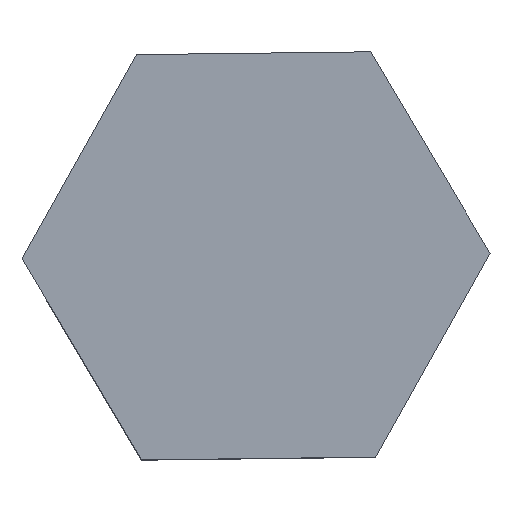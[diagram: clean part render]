
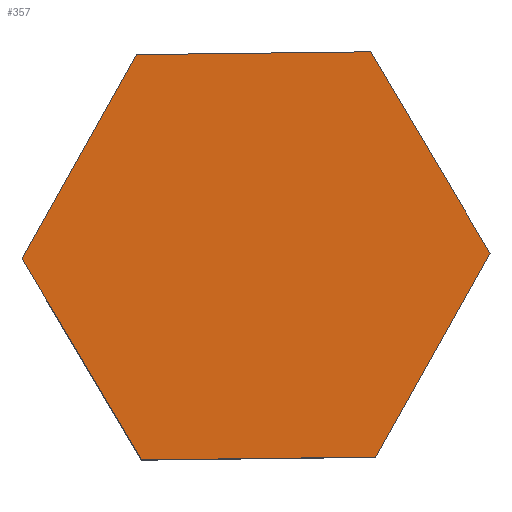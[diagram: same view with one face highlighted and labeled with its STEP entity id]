
A CAD part, top view. The second image highlights one B-rep face of the part: STEP entity #357.
In plain terms, the highlighted planar face has unit normal (0, 0, 1).
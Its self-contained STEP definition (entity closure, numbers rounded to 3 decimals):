
#2 = LINE ( 'NONE', #199, #97 ) ;
#4 = DIRECTION ( 'NONE',  ( 0.49, 0.872, 0. ) ) ;
#6 = DIRECTION ( 'NONE',  ( 0., 0., 1. ) ) ;
#7 = VERTEX_POINT ( 'NONE', #375 ) ;
#12 = VERTEX_POINT ( 'NONE', #75 ) ;
#29 = LINE ( 'NONE', #116, #84 ) ;
#32 = VECTOR ( 'NONE', #36, 1000. ) ;
#36 = DIRECTION ( 'NONE',  ( -0.51, 0.86, 0. ) ) ;
#39 = LINE ( 'NONE', #362, #135 ) ;
#47 = CARTESIAN_POINT ( 'NONE',  ( 1.421, 2.531, 20. ) ) ;
#52 = CARTESIAN_POINT ( 'NONE',  ( -1.481, 2.496, 20. ) ) ;
#61 = EDGE_CURVE ( 'NONE', #370, #184, #314, .T. ) ;
#65 = CARTESIAN_POINT ( 'NONE',  ( 0., 0., 20. ) ) ;
#75 = CARTESIAN_POINT ( 'NONE',  ( -2.902, -0.035, 20. ) ) ;
#80 = ORIENTED_EDGE ( 'NONE', *, *, #263, .T. ) ;
#84 = VECTOR ( 'NONE', #292, 1000. ) ;
#86 = CARTESIAN_POINT ( 'NONE',  ( -1.481, 2.496, 20. ) ) ;
#88 = VECTOR ( 'NONE', #140, 1000. ) ;
#95 = CARTESIAN_POINT ( 'NONE',  ( 2.902, 0.035, 20. ) ) ;
#97 = VECTOR ( 'NONE', #296, 1000. ) ;
#113 = LINE ( 'NONE', #86, #156 ) ;
#116 = CARTESIAN_POINT ( 'NONE',  ( -1.421, -2.531, 20. ) ) ;
#121 = VERTEX_POINT ( 'NONE', #198 ) ;
#135 = VECTOR ( 'NONE', #4, 1000. ) ;
#140 = DIRECTION ( 'NONE',  ( -1., -0.012, 0. ) ) ;
#145 = DIRECTION ( 'NONE',  ( -0.49, -0.872, 0. ) ) ;
#149 = EDGE_CURVE ( 'NONE', #12, #7, #2, .T. ) ;
#150 = CARTESIAN_POINT ( 'NONE',  ( 1.421, 2.531, 20. ) ) ;
#154 = PLANE ( 'NONE',  #234 ) ;
#156 = VECTOR ( 'NONE', #145, 1000. ) ;
#179 = EDGE_CURVE ( 'NONE', #7, #371, #29, .T. ) ;
#184 = VERTEX_POINT ( 'NONE', #52 ) ;
#198 = CARTESIAN_POINT ( 'NONE',  ( 2.902, 0.035, 20. ) ) ;
#199 = CARTESIAN_POINT ( 'NONE',  ( -2.902, -0.035, 20. ) ) ;
#211 = ORIENTED_EDGE ( 'NONE', *, *, #61, .T. ) ;
#213 = ORIENTED_EDGE ( 'NONE', *, *, #179, .T. ) ;
#217 = ORIENTED_EDGE ( 'NONE', *, *, #361, .T. ) ;
#234 = AXIS2_PLACEMENT_3D ( 'NONE', #65, #6, #241 ) ;
#241 = DIRECTION ( 'NONE',  ( 1., 0., 0. ) ) ;
#246 = FACE_OUTER_BOUND ( 'NONE', #269, .T. ) ;
#263 = EDGE_CURVE ( 'NONE', #184, #12, #113, .T. ) ;
#269 = EDGE_LOOP ( 'NONE', ( #213, #279, #217, #211, #80, #368 ) ) ;
#279 = ORIENTED_EDGE ( 'NONE', *, *, #327, .T. ) ;
#292 = DIRECTION ( 'NONE',  ( 1., 0.012, 0. ) ) ;
#296 = DIRECTION ( 'NONE',  ( 0.51, -0.86, 0. ) ) ;
#314 = LINE ( 'NONE', #47, #88 ) ;
#327 = EDGE_CURVE ( 'NONE', #371, #121, #39, .T. ) ;
#330 = CARTESIAN_POINT ( 'NONE',  ( 1.481, -2.496, 20. ) ) ;
#337 = LINE ( 'NONE', #95, #32 ) ;
#357 = ADVANCED_FACE ( 'NONE', ( #246 ), #154, .T. ) ;
#361 = EDGE_CURVE ( 'NONE', #121, #370, #337, .T. ) ;
#362 = CARTESIAN_POINT ( 'NONE',  ( 1.481, -2.496, 20. ) ) ;
#368 = ORIENTED_EDGE ( 'NONE', *, *, #149, .T. ) ;
#370 = VERTEX_POINT ( 'NONE', #150 ) ;
#371 = VERTEX_POINT ( 'NONE', #330 ) ;
#375 = CARTESIAN_POINT ( 'NONE',  ( -1.421, -2.531, 20. ) ) ;
